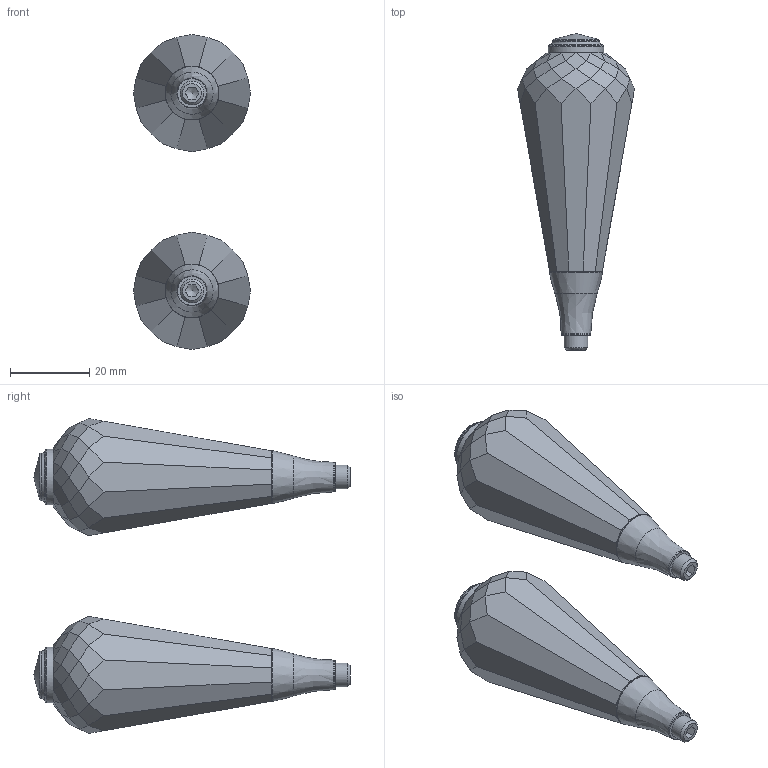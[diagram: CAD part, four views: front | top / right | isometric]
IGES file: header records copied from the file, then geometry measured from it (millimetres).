
Global section: file name: V260-SC; native system: Autodesk Inventor 2018; preprocessor: unknown; author: PBiran; date: 20190711.122445; units: millimetre
Bounding box: 29.58 x 79.97 x 79.58 mm (x, y, z)
Volume: 44274.6 mm3; surface area: 19427.4 mm2
Topology: 16 solids, 16 shells, 324 faces, 762 edges, 478 vertices
Faces by surface type: bspline 324
